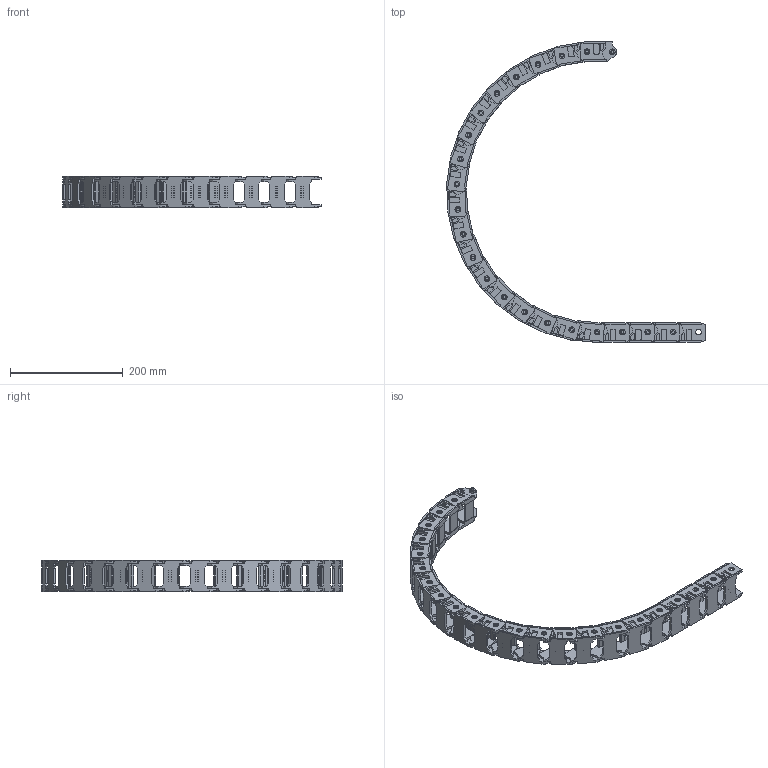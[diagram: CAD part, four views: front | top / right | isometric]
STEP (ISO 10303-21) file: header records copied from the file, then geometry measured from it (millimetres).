
FILE_DESCRIPTION (( 'STEP AP214' ), '1' );
FILE_NAME ('CDC-10X15R98N.STEP', '2025-04-03T16:04:40', ( '' ), ( '' ), 'SwSTEP 2.0', 'SolidWorks 2024', '' );
FILE_SCHEMA (( 'AUTOMOTIVE_DESIGN' ));
Length unit declared in the file: millimetre
Products named in the file (1): CDC-10X15R98N
Bounding box: 458.53 x 533.12 x 55 mm (x, y, z)
Volume: 587391.2 mm3; surface area: 349279.9 mm2
Topology: 22 solids, 22 shells, 3696 faces, 10428 edges, 6952 vertices
Faces by surface type: plane 2596, cylinder 1100
Entity records: 119676 total; most frequent: CARTESIAN_POINT 21077, ORIENTED_EDGE 20856, DIRECTION 20110, EDGE_CURVE 10428, LINE 8140, VECTOR 8140, VERTEX_POINT 6952, AXIS2_PLACEMENT_3D 5985
